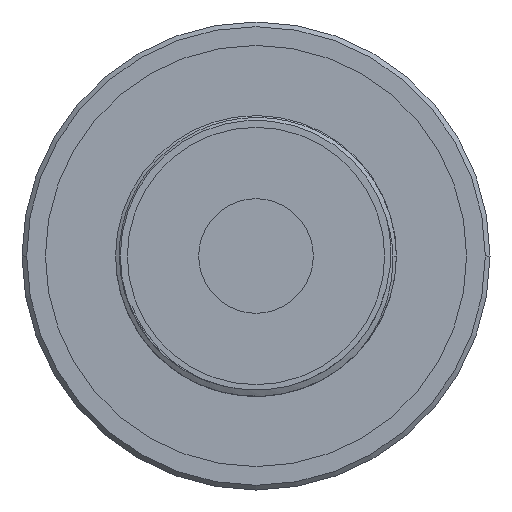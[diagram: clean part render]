
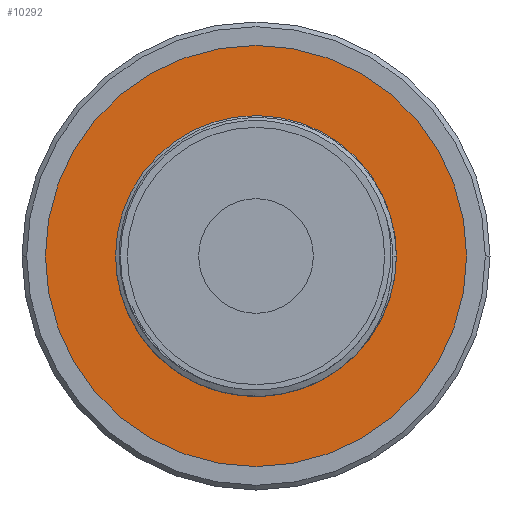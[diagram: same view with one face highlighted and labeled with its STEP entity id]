
A CAD part, left-side view. The second image highlights one B-rep face of the part: STEP entity #10292.
In plain terms, the highlighted face is planar.
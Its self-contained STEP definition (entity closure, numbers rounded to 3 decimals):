
#7453 = CYLINDRICAL_SURFACE('',#7454,5.5);
#7454 = AXIS2_PLACEMENT_3D('',#7455,#7456,#7457);
#7455 = CARTESIAN_POINT('',(0.,-4.171,0.));
#7456 = DIRECTION('',(0.,1.,0.));
#7457 = DIRECTION('',(-1.,0.,0.));
#7478 = VERTEX_POINT('',#7479);
#7479 = CARTESIAN_POINT('',(5.5,13.8,0.));
#7493 = CYLINDRICAL_SURFACE('',#7494,5.5);
#7494 = AXIS2_PLACEMENT_3D('',#7495,#7496,#7497);
#7495 = CARTESIAN_POINT('',(0.,-4.171,0.));
#7496 = DIRECTION('',(0.,1.,0.));
#7497 = DIRECTION('',(-1.,0.,0.));
#7505 = EDGE_CURVE('',#7478,#7506,#7508,.T.);
#7506 = VERTEX_POINT('',#7507);
#7507 = CARTESIAN_POINT('',(-5.5,13.8,0.));
#7508 = SURFACE_CURVE('',#7509,(#7514,#7521),.PCURVE_S1.);
#7509 = CIRCLE('',#7510,5.5);
#7510 = AXIS2_PLACEMENT_3D('',#7511,#7512,#7513);
#7511 = CARTESIAN_POINT('',(0.,13.8,0.));
#7512 = DIRECTION('',(0.,-1.,0.));
#7513 = DIRECTION('',(1.,0.,0.));
#7514 = PCURVE('',#7453,#7515);
#7515 = DEFINITIONAL_REPRESENTATION('',(#7516),#7520);
#7516 = LINE('',#7517,#7518);
#7517 = CARTESIAN_POINT('',(3.142,17.971));
#7518 = VECTOR('',#7519,1.);
#7519 = DIRECTION('',(-1.,0.));
#7520 = ( GEOMETRIC_REPRESENTATION_CONTEXT(2) 
PARAMETRIC_REPRESENTATION_CONTEXT() REPRESENTATION_CONTEXT('2D SPACE',''
  ) );
#7521 = PCURVE('',#7522,#7527);
#7522 = PLANE('',#7523);
#7523 = AXIS2_PLACEMENT_3D('',#7524,#7525,#7526);
#7524 = CARTESIAN_POINT('',(0.,13.8,0.));
#7525 = DIRECTION('',(0.,-1.,0.));
#7526 = DIRECTION('',(1.,0.,0.));
#7527 = DEFINITIONAL_REPRESENTATION('',(#7528),#7532);
#7528 = CIRCLE('',#7529,5.5);
#7529 = AXIS2_PLACEMENT_2D('',#7530,#7531);
#7530 = CARTESIAN_POINT('',(0.,0.));
#7531 = DIRECTION('',(1.,0.));
#7532 = ( GEOMETRIC_REPRESENTATION_CONTEXT(2) 
PARAMETRIC_REPRESENTATION_CONTEXT() REPRESENTATION_CONTEXT('2D SPACE',''
  ) );
#7559 = VERTEX_POINT('',#7560);
#7560 = CARTESIAN_POINT('',(9.,13.8,0.));
#7569 = CYLINDRICAL_SURFACE('',#7570,9.);
#7570 = AXIS2_PLACEMENT_3D('',#7571,#7572,#7573);
#7571 = CARTESIAN_POINT('',(0.,13.8,0.));
#7572 = DIRECTION('',(0.,-1.,-0.));
#7573 = DIRECTION('',(1.,0.,0.));
#7581 = CYLINDRICAL_SURFACE('',#7582,9.);
#7582 = AXIS2_PLACEMENT_3D('',#7583,#7584,#7585);
#7583 = CARTESIAN_POINT('',(0.,13.8,0.));
#7584 = DIRECTION('',(0.,-1.,-0.));
#7585 = DIRECTION('',(1.,0.,0.));
#7623 = VERTEX_POINT('',#7624);
#7624 = CARTESIAN_POINT('',(-9.,13.8,0.));
#7645 = EDGE_CURVE('',#7623,#7559,#7646,.T.);
#7646 = SURFACE_CURVE('',#7647,(#7652,#7659),.PCURVE_S1.);
#7647 = CIRCLE('',#7648,9.);
#7648 = AXIS2_PLACEMENT_3D('',#7649,#7650,#7651);
#7649 = CARTESIAN_POINT('',(0.,13.8,0.));
#7650 = DIRECTION('',(0.,-1.,0.));
#7651 = DIRECTION('',(1.,0.,0.));
#7652 = PCURVE('',#7569,#7653);
#7653 = DEFINITIONAL_REPRESENTATION('',(#7654),#7658);
#7654 = LINE('',#7655,#7656);
#7655 = CARTESIAN_POINT('',(0.,0.));
#7656 = VECTOR('',#7657,1.);
#7657 = DIRECTION('',(1.,0.));
#7658 = ( GEOMETRIC_REPRESENTATION_CONTEXT(2) 
PARAMETRIC_REPRESENTATION_CONTEXT() REPRESENTATION_CONTEXT('2D SPACE',''
  ) );
#7659 = PCURVE('',#7522,#7660);
#7660 = DEFINITIONAL_REPRESENTATION('',(#7661),#7665);
#7661 = CIRCLE('',#7662,9.);
#7662 = AXIS2_PLACEMENT_2D('',#7663,#7664);
#7663 = CARTESIAN_POINT('',(0.,0.));
#7664 = DIRECTION('',(1.,0.));
#7665 = ( GEOMETRIC_REPRESENTATION_CONTEXT(2) 
PARAMETRIC_REPRESENTATION_CONTEXT() REPRESENTATION_CONTEXT('2D SPACE',''
  ) );
#10270 = EDGE_CURVE('',#7559,#7623,#10271,.T.);
#10271 = SURFACE_CURVE('',#10272,(#10277,#10284),.PCURVE_S1.);
#10272 = CIRCLE('',#10273,9.);
#10273 = AXIS2_PLACEMENT_3D('',#10274,#10275,#10276);
#10274 = CARTESIAN_POINT('',(0.,13.8,0.));
#10275 = DIRECTION('',(0.,-1.,0.));
#10276 = DIRECTION('',(1.,0.,0.));
#10277 = PCURVE('',#7581,#10278);
#10278 = DEFINITIONAL_REPRESENTATION('',(#10279),#10283);
#10279 = LINE('',#10280,#10281);
#10280 = CARTESIAN_POINT('',(0.,0.));
#10281 = VECTOR('',#10282,1.);
#10282 = DIRECTION('',(1.,0.));
#10283 = ( GEOMETRIC_REPRESENTATION_CONTEXT(2) 
PARAMETRIC_REPRESENTATION_CONTEXT() REPRESENTATION_CONTEXT('2D SPACE',''
  ) );
#10284 = PCURVE('',#7522,#10285);
#10285 = DEFINITIONAL_REPRESENTATION('',(#10286),#10290);
#10286 = CIRCLE('',#10287,9.);
#10287 = AXIS2_PLACEMENT_2D('',#10288,#10289);
#10288 = CARTESIAN_POINT('',(0.,0.));
#10289 = DIRECTION('',(1.,0.));
#10290 = ( GEOMETRIC_REPRESENTATION_CONTEXT(2) 
PARAMETRIC_REPRESENTATION_CONTEXT() REPRESENTATION_CONTEXT('2D SPACE',''
  ) );
#10292 = ADVANCED_FACE('',(#10293,#10297),#7522,.T.);
#10293 = FACE_BOUND('',#10294,.T.);
#10294 = EDGE_LOOP('',(#10295,#10296));
#10295 = ORIENTED_EDGE('',*,*,#10270,.T.);
#10296 = ORIENTED_EDGE('',*,*,#7645,.T.);
#10297 = FACE_BOUND('',#10298,.T.);
#10298 = EDGE_LOOP('',(#10299,#10321));
#10299 = ORIENTED_EDGE('',*,*,#10300,.F.);
#10300 = EDGE_CURVE('',#7506,#7478,#10301,.T.);
#10301 = SURFACE_CURVE('',#10302,(#10307,#10314),.PCURVE_S1.);
#10302 = CIRCLE('',#10303,5.5);
#10303 = AXIS2_PLACEMENT_3D('',#10304,#10305,#10306);
#10304 = CARTESIAN_POINT('',(0.,13.8,0.));
#10305 = DIRECTION('',(0.,-1.,0.));
#10306 = DIRECTION('',(1.,0.,0.));
#10307 = PCURVE('',#7522,#10308);
#10308 = DEFINITIONAL_REPRESENTATION('',(#10309),#10313);
#10309 = CIRCLE('',#10310,5.5);
#10310 = AXIS2_PLACEMENT_2D('',#10311,#10312);
#10311 = CARTESIAN_POINT('',(0.,0.));
#10312 = DIRECTION('',(1.,0.));
#10313 = ( GEOMETRIC_REPRESENTATION_CONTEXT(2) 
PARAMETRIC_REPRESENTATION_CONTEXT() REPRESENTATION_CONTEXT('2D SPACE',''
  ) );
#10314 = PCURVE('',#7493,#10315);
#10315 = DEFINITIONAL_REPRESENTATION('',(#10316),#10320);
#10316 = LINE('',#10317,#10318);
#10317 = CARTESIAN_POINT('',(9.425,17.971));
#10318 = VECTOR('',#10319,1.);
#10319 = DIRECTION('',(-1.,0.));
#10320 = ( GEOMETRIC_REPRESENTATION_CONTEXT(2) 
PARAMETRIC_REPRESENTATION_CONTEXT() REPRESENTATION_CONTEXT('2D SPACE',''
  ) );
#10321 = ORIENTED_EDGE('',*,*,#7505,.F.);
